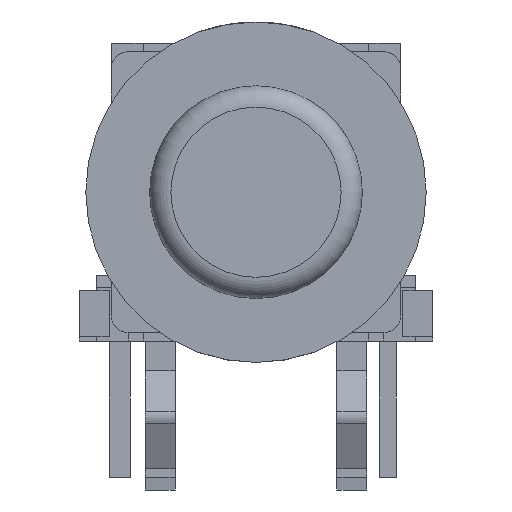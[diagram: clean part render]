
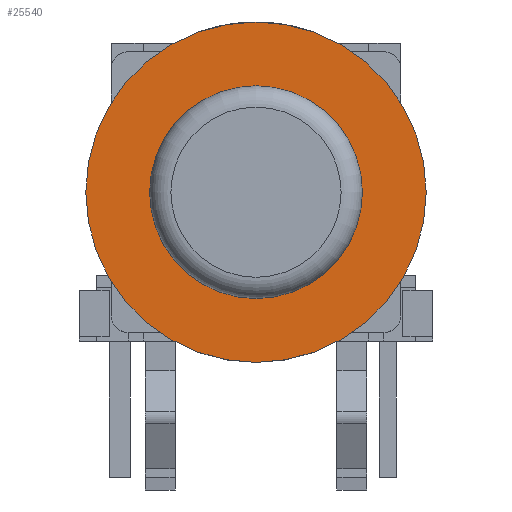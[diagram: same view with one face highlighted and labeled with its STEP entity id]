
A CAD part, front view. The second image highlights one B-rep face of the part: STEP entity #25540.
In plain terms, the highlighted planar face has unit normal (0, -1, 0).
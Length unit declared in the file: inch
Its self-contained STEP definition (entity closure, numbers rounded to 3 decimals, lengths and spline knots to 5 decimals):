
#25476=CARTESIAN_POINT('',(0.,-0.27362,0.09843));
#25477=VERTEX_POINT('',#25476);
#25478=CARTESIAN_POINT('',(0.,-0.27362,0.));
#25479=DIRECTION('',(0.0,1.0,0.0));
#25480=DIRECTION('',(0.0,0.0,-1.0));
#25481=AXIS2_PLACEMENT_3D('',#25478,#25479,#25480);
#25482=CIRCLE('',#25481,0.09843);
#25483=EDGE_CURVE('',#25477,#25477,#25482,.T.);
#25502=CARTESIAN_POINT('',(0.,-0.27362,0.15748));
#25503=VERTEX_POINT('',#25502);
#25504=CARTESIAN_POINT('',(0.,-0.27362,0.));
#25505=DIRECTION('',(0.0,1.0,0.0));
#25506=DIRECTION('',(0.0,0.0,-1.0));
#25507=AXIS2_PLACEMENT_3D('',#25504,#25505,#25506);
#25508=CIRCLE('',#25507,0.15748);
#25509=EDGE_CURVE('',#25503,#25503,#25508,.T.);
#25529=CARTESIAN_POINT('',(0.17323,-0.27362,0.17323));
#25530=DIRECTION('',(0.0,1.0,0.0));
#25531=DIRECTION('',(0.0,0.0,1.0));
#25532=AXIS2_PLACEMENT_3D('',#25529,#25530,#25531);
#25533=PLANE('',#25532);
#25534=ORIENTED_EDGE('',*,*,#25509,.F.);
#25535=EDGE_LOOP('',(#25534));
#25536=FACE_OUTER_BOUND('',#25535,.T.);
#25537=ORIENTED_EDGE('',*,*,#25483,.T.);
#25538=EDGE_LOOP('',(#25537));
#25539=FACE_BOUND('',#25538,.T.);
#25540=ADVANCED_FACE('',(#25536,#25539),#25533,.F.);
